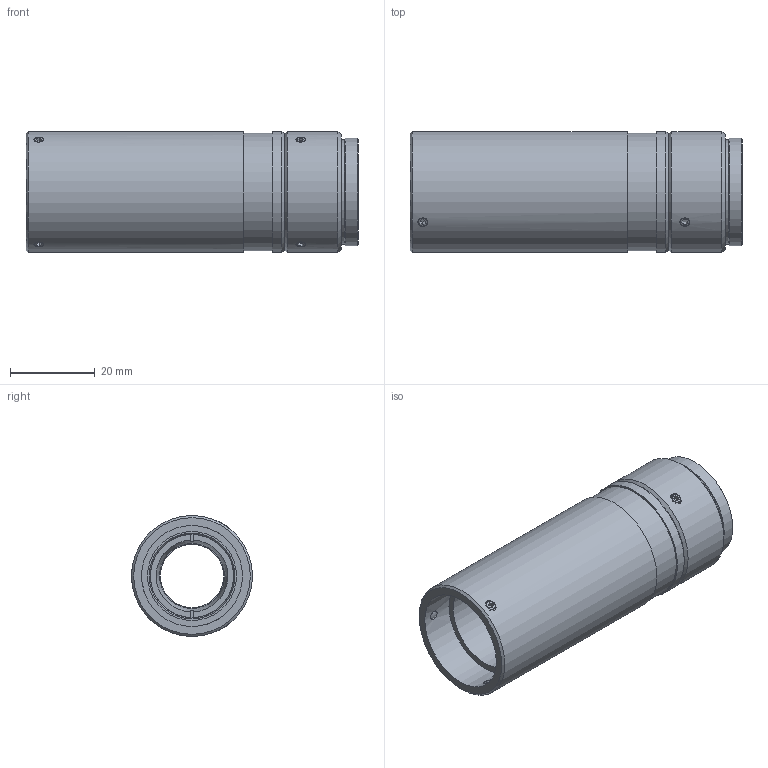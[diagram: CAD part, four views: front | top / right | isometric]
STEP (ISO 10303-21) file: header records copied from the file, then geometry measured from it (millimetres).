
FILE_DESCRIPTION((''),'2;1');
FILE_NAME('62088_0.stp','2009-04-07T08:04:13',('PODLENA'),(''),'Autodesk Inventor 2009','Autodesk Inventor 2009','');
FILE_SCHEMA(('AUTOMOTIVE_DESIGN { 1 0 10303 214 1 1 1 1 }'));
Length unit declared in the file: inch
Products named in the file (7): Assembly1 (LevelofDetail1); 62088.iam (~1); 62085; 62086; 60861; 7108; 61433
Assembly tree (11 placements, depth 3):
  Assembly1 (LevelofDetail1)
    62088.iam (~1)
      62085
      62086
      60861
      7108  x6
      61433
Bounding box: 78.41 x 28.57 x 28.57 mm (x, y, z)
Volume: 29112.3 mm3; surface area: 15747.8 mm2
Topology: 10 solids, 10 shells, 133 faces, 288 edges, 188 vertices
Faces by surface type: plane 75, cylinder 26, cone 20, bspline 6, sphere 6
Full cylindrical faces by diameter (mm): 2.845 x6, 14.986 x1, 15.037 x1, 15.392 x1, 16.662 x1, 16.789 x1, 16.815 x1, 17.475 x1, 19.66 x1, 20.625 x1, 21.031 x2, 23.825 x1, 23.876 x1, 24.587 x1, 24.841 x1, 25.349 x1, 27.813 x1, 28.575 x3
Entity records: 2610 total; most frequent: CARTESIAN_POINT 828, DIRECTION 344, ORIENTED_EDGE 238, AXIS2_PLACEMENT_3D 153, EDGE_LOOP 150, EDGE_CURVE 119, VERTEX_POINT 103, FACE_OUTER_BOUND 78
